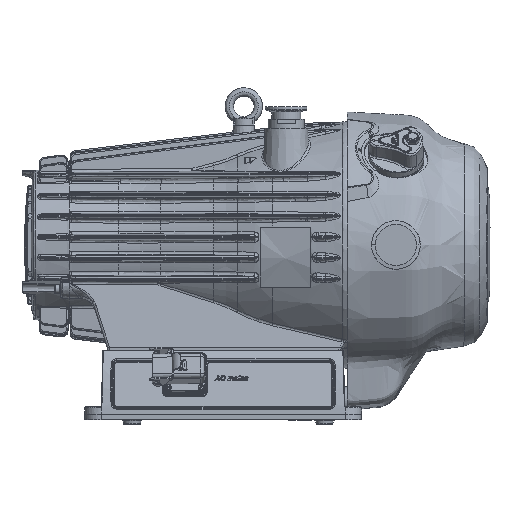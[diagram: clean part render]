
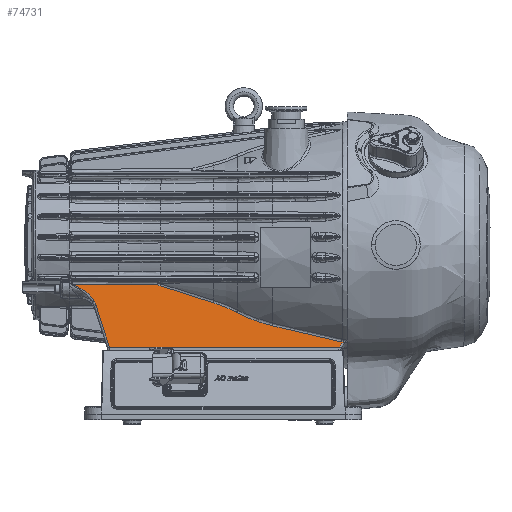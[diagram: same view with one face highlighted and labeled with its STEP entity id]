
A CAD part, left-side view. The second image highlights one B-rep face of the part: STEP entity #74731.
In plain terms, the highlighted planar face has unit normal (-0.99, 0, 0.139).
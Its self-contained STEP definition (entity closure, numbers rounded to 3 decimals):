
#5913=LINE('',#156339,#9074);
#5953=LINE('',#180929,#9114);
#9074=VECTOR('',#91247,10.);
#9114=VECTOR('',#93413,10.);
#11166=PLANE('',#80733);
#14424=FACE_OUTER_BOUND('',#19242,.T.);
#19242=EDGE_LOOP('',(#62796,#62797,#62798,#62799,#62800,#62801,#62802,#62803,
#62804,#62805,#62806,#62807,#62808));
#23160=B_SPLINE_CURVE_WITH_KNOTS('',3,(#156330,#156331,#156332,#156333),
 .UNSPECIFIED.,.F.,.F.,(4,4),(0.,0.505),
 .UNSPECIFIED.);
#24268=B_SPLINE_CURVE_WITH_KNOTS('',3,(#180931,#180932,#180933,#180934,
#180935),.UNSPECIFIED.,.F.,.F.,(4,1,4),(-1.268,-1.235,
-0.66),.UNSPECIFIED.);
#24269=B_SPLINE_CURVE_WITH_KNOTS('',3,(#180937,#180938,#180939,#180940),
 .UNSPECIFIED.,.F.,.F.,(4,4),(-0.937,-0.769),
 .UNSPECIFIED.);
#24270=B_SPLINE_CURVE_WITH_KNOTS('',3,(#180942,#180943,#180944,#180945),
 .UNSPECIFIED.,.F.,.F.,(4,4),(22.022,28.12),
 .UNSPECIFIED.);
#24271=B_SPLINE_CURVE_WITH_KNOTS('',3,(#180947,#180948,#180949,#180950),
 .UNSPECIFIED.,.F.,.F.,(4,4),(21.227,22.022),
 .UNSPECIFIED.);
#24272=B_SPLINE_CURVE_WITH_KNOTS('',3,(#180952,#180953,#180954,#180955),
 .UNSPECIFIED.,.F.,.F.,(4,4),(-11.094,-7.429),
 .UNSPECIFIED.);
#24273=B_SPLINE_CURVE_WITH_KNOTS('',3,(#180957,#180958,#180959,#180960),
 .UNSPECIFIED.,.F.,.F.,(4,4),(-8.723,-6.22),
 .UNSPECIFIED.);
#24274=B_SPLINE_CURVE_WITH_KNOTS('',3,(#180962,#180963,#180964,#180965),
 .UNSPECIFIED.,.F.,.F.,(4,4),(3.246,8.585),
 .UNSPECIFIED.);
#24275=B_SPLINE_CURVE_WITH_KNOTS('',3,(#180967,#180968,#180969,#180970),
 .UNSPECIFIED.,.F.,.F.,(4,4),(-11.559,-11.304),
 .UNSPECIFIED.);
#24276=B_SPLINE_CURVE_WITH_KNOTS('',3,(#180972,#180973,#180974,#180975),
 .UNSPECIFIED.,.F.,.F.,(4,4),(-10.141,-1.89),
 .UNSPECIFIED.);
#24277=B_SPLINE_CURVE_WITH_KNOTS('',3,(#180976,#180977,#180978,#180979,
#180980,#180981,#180982),.UNSPECIFIED.,.F.,.F.,(4,1,1,1,4),(0.,0.86,
1.721,2.366,2.665),.UNSPECIFIED.);
#32911=VERTEX_POINT('',#156321);
#32913=VERTEX_POINT('',#156328);
#32915=VERTEX_POINT('',#156337);
#34046=VERTEX_POINT('',#180928);
#34047=VERTEX_POINT('',#180930);
#34048=VERTEX_POINT('',#180936);
#34049=VERTEX_POINT('',#180941);
#34050=VERTEX_POINT('',#180946);
#34051=VERTEX_POINT('',#180951);
#34052=VERTEX_POINT('',#180956);
#34053=VERTEX_POINT('',#180961);
#34054=VERTEX_POINT('',#180966);
#34055=VERTEX_POINT('',#180971);
#42080=EDGE_CURVE('',#32913,#32911,#23160,.T.);
#42083=EDGE_CURVE('',#32915,#32913,#5913,.T.);
#44091=EDGE_CURVE('',#32915,#34046,#5953,.T.);
#44092=EDGE_CURVE('',#34047,#34046,#24268,.T.);
#44093=EDGE_CURVE('',#34048,#34047,#24269,.T.);
#44094=EDGE_CURVE('',#34049,#34048,#24270,.T.);
#44095=EDGE_CURVE('',#34050,#34049,#24271,.T.);
#44096=EDGE_CURVE('',#34051,#34050,#24272,.T.);
#44097=EDGE_CURVE('',#34052,#34051,#24273,.T.);
#44098=EDGE_CURVE('',#34053,#34052,#24274,.T.);
#44099=EDGE_CURVE('',#34054,#34053,#24275,.T.);
#44100=EDGE_CURVE('',#34055,#34054,#24276,.T.);
#44101=EDGE_CURVE('',#32911,#34055,#24277,.T.);
#62796=ORIENTED_EDGE('',*,*,#42083,.F.);
#62797=ORIENTED_EDGE('',*,*,#44091,.T.);
#62798=ORIENTED_EDGE('',*,*,#44092,.F.);
#62799=ORIENTED_EDGE('',*,*,#44093,.F.);
#62800=ORIENTED_EDGE('',*,*,#44094,.F.);
#62801=ORIENTED_EDGE('',*,*,#44095,.F.);
#62802=ORIENTED_EDGE('',*,*,#44096,.F.);
#62803=ORIENTED_EDGE('',*,*,#44097,.F.);
#62804=ORIENTED_EDGE('',*,*,#44098,.F.);
#62805=ORIENTED_EDGE('',*,*,#44099,.F.);
#62806=ORIENTED_EDGE('',*,*,#44100,.F.);
#62807=ORIENTED_EDGE('',*,*,#44101,.F.);
#62808=ORIENTED_EDGE('',*,*,#42080,.F.);
#74731=ADVANCED_FACE('',(#14424),#11166,.T.);
#80733=AXIS2_PLACEMENT_3D('',#180927,#93411,#93412);
#91247=DIRECTION('',(0.132,0.306,0.943));
#93411=DIRECTION('center_axis',(-0.99,0.,
0.139));
#93412=DIRECTION('ref_axis',(0.,-1.,0.));
#93413=DIRECTION('',(0.,-1.,0.));
#156321=CARTESIAN_POINT('',(-69.702,252.945,-54.059));
#156328=CARTESIAN_POINT('',(-70.342,250.887,-58.615));
#156330=CARTESIAN_POINT('Ctrl Pts',(-70.342,250.887,
-58.615));
#156331=CARTESIAN_POINT('Ctrl Pts',(-70.119,251.403,
-57.028));
#156332=CARTESIAN_POINT('Ctrl Pts',(-69.904,252.1,
-55.5));
#156333=CARTESIAN_POINT('Ctrl Pts',(-69.702,252.945,
-54.059));
#156337=CARTESIAN_POINT('',(-76.,238.,-98.872));
#156339=CARTESIAN_POINT('',(-78.52,231.98,-116.804));
#180927=CARTESIAN_POINT('Origin',(-78.298,43.,-115.224));
#180928=CARTESIAN_POINT('',(-76.,15.523,-98.872));
#180929=CARTESIAN_POINT('',(-76.,141.5,-98.872));
#180930=CARTESIAN_POINT('',(-75.341,11.782,-94.181));
#180931=CARTESIAN_POINT('Ctrl Pts',(-75.341,11.782,-94.181));
#180932=CARTESIAN_POINT('Ctrl Pts',(-75.35,11.869,
-94.249));
#180933=CARTESIAN_POINT('Ctrl Pts',(-75.528,13.445,
-95.516));
#180934=CARTESIAN_POINT('Ctrl Pts',(-75.759,14.692,
-97.16));
#180935=CARTESIAN_POINT('Ctrl Pts',(-76.,15.523,-98.872));
#180936=CARTESIAN_POINT('',(-75.295,13.432,-93.854));
#180937=CARTESIAN_POINT('Ctrl Pts',(-75.295,13.432,
-93.854));
#180938=CARTESIAN_POINT('Ctrl Pts',(-75.312,12.887,-93.979));
#180939=CARTESIAN_POINT('Ctrl Pts',(-75.328,12.336,
-94.088));
#180940=CARTESIAN_POINT('Ctrl Pts',(-75.341,11.782,
-94.181));
#180941=CARTESIAN_POINT('',(-73.348,72.78,-80.));
#180942=CARTESIAN_POINT('Ctrl Pts',(-73.348,72.78,
-80.));
#180943=CARTESIAN_POINT('Ctrl Pts',(-74.012,53.023,
-84.725));
#180944=CARTESIAN_POINT('Ctrl Pts',(-74.659,33.236,-89.328));
#180945=CARTESIAN_POINT('Ctrl Pts',(-75.295,13.432,
-93.854));
#180946=CARTESIAN_POINT('',(-73.087,80.514,-78.144));
#180947=CARTESIAN_POINT('Ctrl Pts',(-73.087,80.514,
-78.144));
#180948=CARTESIAN_POINT('Ctrl Pts',(-73.174,77.937,
-78.765));
#180949=CARTESIAN_POINT('Ctrl Pts',(-73.261,75.359,
-79.383));
#180950=CARTESIAN_POINT('Ctrl Pts',(-73.348,72.78,
-80.));
#180951=CARTESIAN_POINT('',(-71.275,114.884,-65.256));
#180952=CARTESIAN_POINT('Ctrl Pts',(-71.275,114.884,-65.256));
#180953=CARTESIAN_POINT('Ctrl Pts',(-72.074,104.097,
-70.935));
#180954=CARTESIAN_POINT('Ctrl Pts',(-72.683,92.456,-75.268));
#180955=CARTESIAN_POINT('Ctrl Pts',(-73.087,80.514,-78.144));
#180956=CARTESIAN_POINT('',(-69.938,138.006,-55.743));
#180957=CARTESIAN_POINT('Ctrl Pts',(-69.938,138.006,
-55.743));
#180958=CARTESIAN_POINT('Ctrl Pts',(-70.272,130.013,
-58.114));
#180959=CARTESIAN_POINT('Ctrl Pts',(-70.73,122.255,
-61.374));
#180960=CARTESIAN_POINT('Ctrl Pts',(-71.275,114.884,-65.256));
#180961=CARTESIAN_POINT('',(-67.657,188.82,-39.507));
#180962=CARTESIAN_POINT('Ctrl Pts',(-67.657,188.82,
-39.507));
#180963=CARTESIAN_POINT('Ctrl Pts',(-68.482,172.04,-45.381));
#180964=CARTESIAN_POINT('Ctrl Pts',(-69.227,155.059,-50.683));
#180965=CARTESIAN_POINT('Ctrl Pts',(-69.938,138.006,
-55.743));
#180966=CARTESIAN_POINT('',(-67.541,191.232,-38.684));
#180967=CARTESIAN_POINT('Ctrl Pts',(-67.541,191.232,-38.684));
#180968=CARTESIAN_POINT('Ctrl Pts',(-67.579,190.426,
-38.952));
#180969=CARTESIAN_POINT('Ctrl Pts',(-67.617,189.622,
-39.226));
#180970=CARTESIAN_POINT('Ctrl Pts',(-67.657,188.82,
-39.507));
#180971=CARTESIAN_POINT('',(-67.465,273.743,-38.146));
#180972=CARTESIAN_POINT('Ctrl Pts',(-67.465,273.743,
-38.146));
#180973=CARTESIAN_POINT('Ctrl Pts',(-67.491,246.239,
-38.327));
#180974=CARTESIAN_POINT('Ctrl Pts',(-67.516,218.736,
-38.506));
#180975=CARTESIAN_POINT('Ctrl Pts',(-67.541,191.232,
-38.684));
#180976=CARTESIAN_POINT('Ctrl Pts',(-69.702,252.945,
-54.059));
#180977=CARTESIAN_POINT('Ctrl Pts',(-69.357,254.386,-51.602));
#180978=CARTESIAN_POINT('Ctrl Pts',(-68.733,258.161,
-47.168));
#180979=CARTESIAN_POINT('Ctrl Pts',(-68.099,264.649,
-42.654));
#180980=CARTESIAN_POINT('Ctrl Pts',(-67.71,269.988,-39.885));
#180981=CARTESIAN_POINT('Ctrl Pts',(-67.523,272.837,
-38.558));
#180982=CARTESIAN_POINT('Ctrl Pts',(-67.465,273.743,
-38.145));
